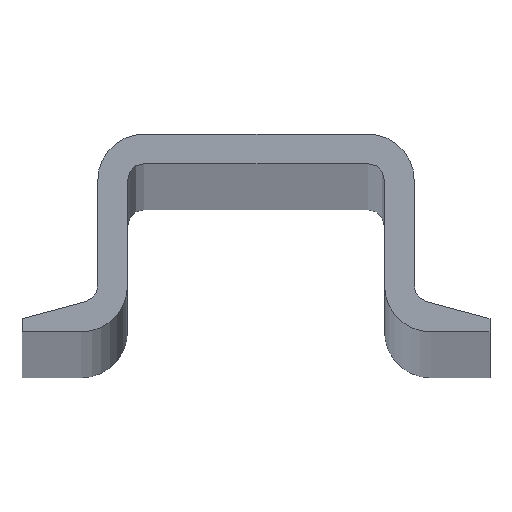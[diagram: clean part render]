
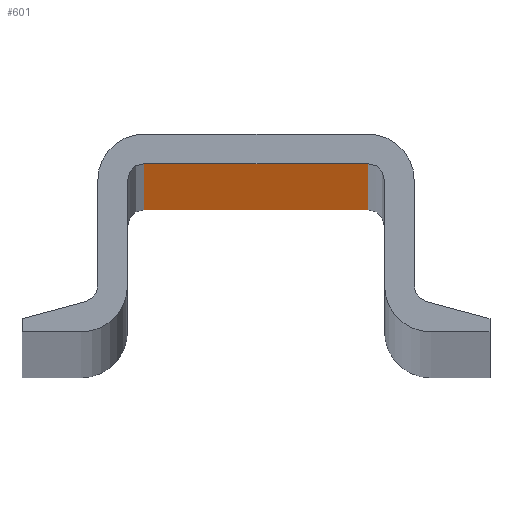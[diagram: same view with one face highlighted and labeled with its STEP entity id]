
A CAD part, top view. The second image highlights one B-rep face of the part: STEP entity #601.
In plain terms, the highlighted planar face has unit normal (0, -1, 0).
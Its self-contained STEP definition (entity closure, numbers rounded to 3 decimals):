
#20 = DIRECTION ( 'NONE',  ( 0., 0., 1. ) ) ;
#23 = CARTESIAN_POINT ( 'NONE',  ( 8.5, -2.25, -2000. ) ) ;
#66 = CARTESIAN_POINT ( 'NONE',  ( -8.5, -2.25, -2000. ) ) ;
#70 = CARTESIAN_POINT ( 'NONE',  ( -8.5, -2.25, 0. ) ) ;
#72 = DIRECTION ( 'NONE',  ( 0., 0., 1. ) ) ;
#86 = CARTESIAN_POINT ( 'NONE',  ( 8.5, -2.25, -2000. ) ) ;
#108 = DIRECTION ( 'NONE',  ( 1., 0., 0. ) ) ;
#116 = VECTOR ( 'NONE', #108, 1000. ) ;
#121 = LINE ( 'NONE', #70, #116 ) ;
#126 = VECTOR ( 'NONE', #20, 1000. ) ;
#132 = LINE ( 'NONE', #23, #126 ) ;
#140 = PLANE ( 'NONE',  #781 ) ;
#163 = CARTESIAN_POINT ( 'NONE',  ( -8.5, -2.25, -2000. ) ) ;
#167 = DIRECTION ( 'NONE',  ( 0., -1., 0. ) ) ;
#172 = DIRECTION ( 'NONE',  ( 0., 0., -1. ) ) ;
#206 = CARTESIAN_POINT ( 'NONE',  ( -8.5, -2.25, 0. ) ) ;
#249 = CARTESIAN_POINT ( 'NONE',  ( 8.5, -2.25, 0. ) ) ;
#318 = EDGE_CURVE ( 'NONE', #987, #733, #897, .T. ) ;
#384 = CARTESIAN_POINT ( 'NONE',  ( -8.5, -2.25, -2000. ) ) ;
#405 = FACE_OUTER_BOUND ( 'NONE', #1122, .T. ) ;
#451 = VECTOR ( 'NONE', #72, 1000. ) ;
#459 = LINE ( 'NONE', #66, #451 ) ;
#580 = EDGE_CURVE ( 'NONE', #987, #747, #459, .T. ) ;
#601 = ADVANCED_FACE ( 'NONE', ( #405 ), #140, .T. ) ;
#659 = EDGE_CURVE ( 'NONE', #733, #759, #132, .T. ) ;
#665 = ORIENTED_EDGE ( 'NONE', *, *, #659, .T. ) ;
#673 = ORIENTED_EDGE ( 'NONE', *, *, #318, .T. ) ;
#678 = ORIENTED_EDGE ( 'NONE', *, *, #580, .F. ) ;
#679 = EDGE_CURVE ( 'NONE', #747, #759, #121, .T. ) ;
#685 = ORIENTED_EDGE ( 'NONE', *, *, #679, .F. ) ;
#733 = VERTEX_POINT ( 'NONE', #86 ) ;
#747 = VERTEX_POINT ( 'NONE', #206 ) ;
#759 = VERTEX_POINT ( 'NONE', #249 ) ;
#781 = AXIS2_PLACEMENT_3D ( 'NONE', #163, #167, #172 ) ;
#849 = VECTOR ( 'NONE', #866, 1000. ) ;
#863 = CARTESIAN_POINT ( 'NONE',  ( -8.5, -2.25, -2000. ) ) ;
#866 = DIRECTION ( 'NONE',  ( 1., 0., 0. ) ) ;
#897 = LINE ( 'NONE', #863, #849 ) ;
#987 = VERTEX_POINT ( 'NONE', #384 ) ;
#1122 = EDGE_LOOP ( 'NONE', ( #685, #678, #673, #665 ) ) ;
